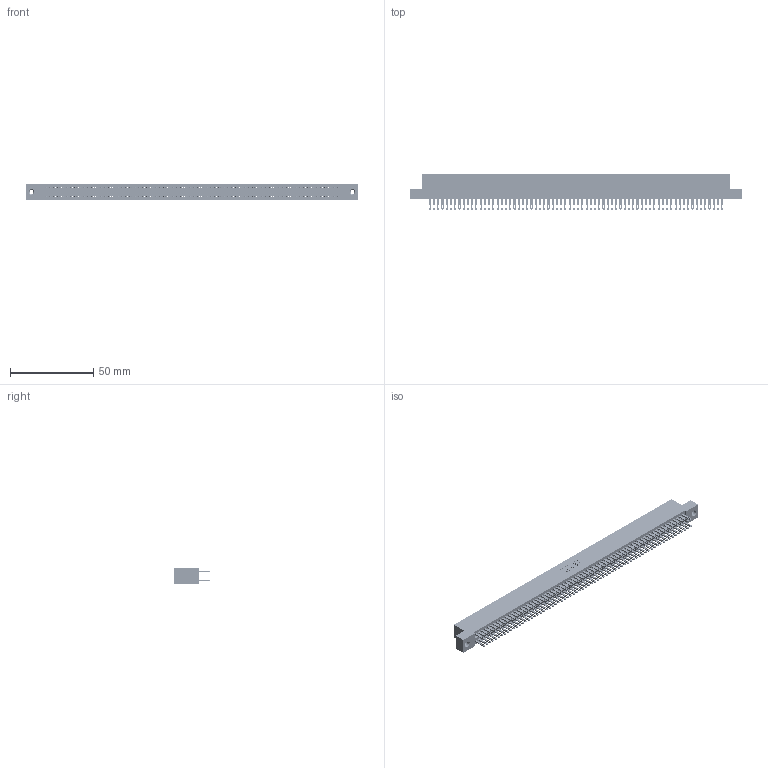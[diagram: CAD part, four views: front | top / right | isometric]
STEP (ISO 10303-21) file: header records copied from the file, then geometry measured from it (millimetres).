
FILE_DESCRIPTION (( 'STEP AP203' ), '1' );
FILE_NAME ('345-140-500-208.STEP', '2018-10-20T21:41:06', ( '' ), ( '' ), 'SwSTEP 2.0', 'SolidWorks 2016', '' );
FILE_SCHEMA (( 'CONFIG_CONTROL_DESIGN' ));
Length unit declared in the file: inch
Products named in the file (4): 345-292-001_345-293-100; 345-250-001_345-250-003-102; 345-140-500-208; 345 Part_Flush Mounting Lugs - 0.156 Dia-TI
Assembly tree (143 placements, depth 2):
  345-140-500-208
    345 Part_Flush Mounting Lugs - 0.156 Dia-TI
    345-292-001_345-293-100  x140
    345-250-001_345-250-003-102  x2
Bounding box: 199.01 x 21.51 x 9.4 mm (x, y, z)
Volume: 20013.1 mm3; surface area: 31566.4 mm2
Topology: 143 solids, 143 shells, 6626 faces, 20217 edges, 13470 vertices
Faces by surface type: plane 3892, cylinder 2718, cone 12, torus 4
Entity records: 52270 total; most frequent: CARTESIAN_POINT 8715, ORIENTED_EDGE 8642, DIRECTION 7679, EDGE_CURVE 4321, VECTOR 3885, LINE 3885, VERTEX_POINT 2876, AXIS2_PLACEMENT_3D 1897
